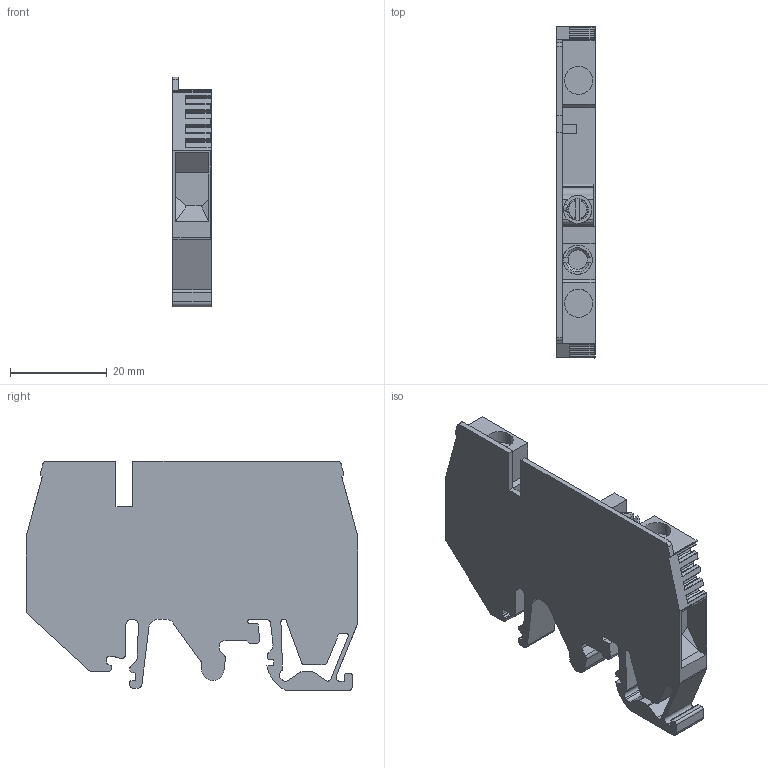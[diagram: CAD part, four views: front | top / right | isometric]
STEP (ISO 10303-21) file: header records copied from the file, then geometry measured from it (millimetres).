
FILE_DESCRIPTION(('CATIA V5R22 STEP214','CAx-IF Rec.Pracs.--- Model Styling and Organization---1.4--- 2014-01-23'),'2;1');
FILE_NAME ('D1459551_0', '2020-05-28T06:05:41+00:00', ('Weidmueller Interface'), ('Weidmueller'), 'CATIA Version 5-6 Release 2016 SP3 HF44', 'CATIA V5 STEP AP214', 'none');
FILE_SCHEMA(('AUTOMOTIVE_DESIGN { 1 0 10303 214 1 1 1 1 }'));
Length unit declared in the file: millimetre
Products named in the file (1): WTQ 6/1 EN STB_AllCATPart
Bounding box: 7.9 x 68.5 x 47.4 mm (x, y, z)
Volume: 15424.5 mm3; surface area: 10098.7 mm2
Topology: 5 solids, 5 shells, 433 faces, 1246 edges, 831 vertices
Faces by surface type: plane 308, cylinder 112, torus 8, cone 5
Entity records: 14001 total; most frequent: CARTESIAN_POINT 3097, ORIENTED_EDGE 2492, DIRECTION 1852, EDGE_CURVE 1246, VECTOR 848, LINE 848, VERTEX_POINT 831, AXIS2_PLACEMENT_3D 624
